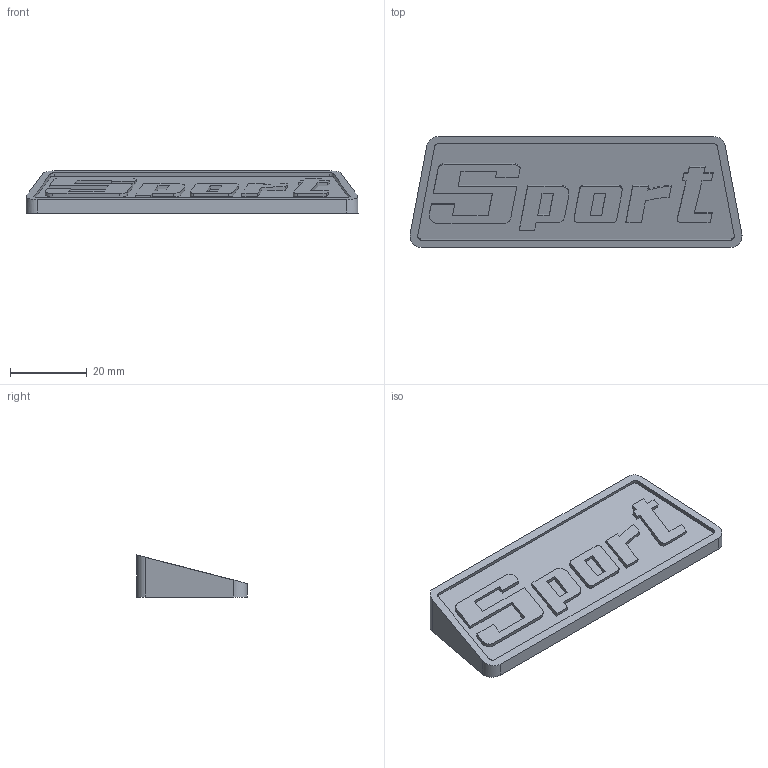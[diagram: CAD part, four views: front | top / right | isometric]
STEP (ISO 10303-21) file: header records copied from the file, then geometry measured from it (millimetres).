
FILE_DESCRIPTION((''),'2;1');
FILE_NAME('Sport.stp','2011-08-12T15:16:06',('mstrupp'),(''),'Autodesk Inventor 2011','Autodesk Inventor 2011','');
FILE_SCHEMA(('AUTOMOTIVE_DESIGN { 1 0 10303 214 1 1 1 1 }'));
Length unit declared in the file: millimetre
Products named in the file (1): Sport
Bounding box: 86.75 x 29 x 11 mm (x, y, z)
Volume: 15602 mm3; surface area: 6965 mm2
Topology: 1 solids, 1 shells, 93 faces, 249 edges, 166 vertices
Faces by surface type: plane 72, cylinder 17, bspline 4
Entity records: 3151 total; most frequent: CARTESIAN_POINT 785, ORIENTED_EDGE 498, DIRECTION 455, EDGE_CURVE 249, VECTOR 207, LINE 207, VERTEX_POINT 166, AXIS2_PLACEMENT_3D 124
